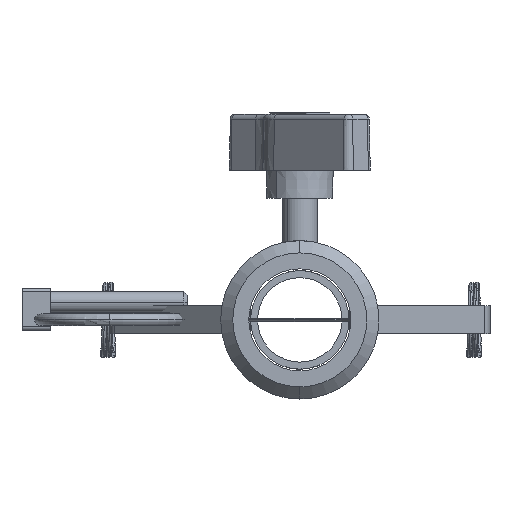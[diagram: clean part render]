
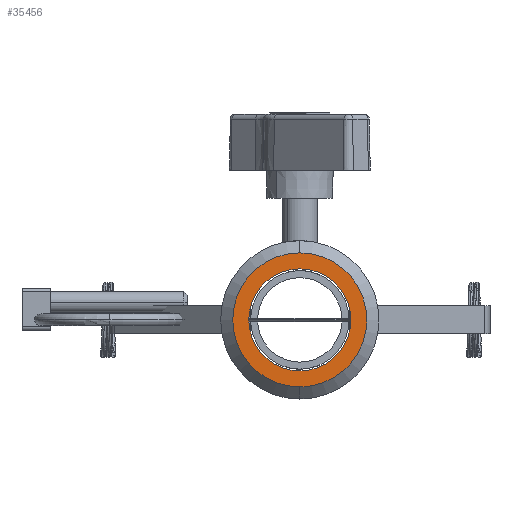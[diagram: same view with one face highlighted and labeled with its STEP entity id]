
A CAD part, front view. The second image highlights one B-rep face of the part: STEP entity #35456.
In plain terms, the highlighted planar face has unit normal (0, -1, 0).
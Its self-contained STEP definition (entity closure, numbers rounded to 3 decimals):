
#374 = DIRECTION ( 'NONE',  ( 0., -1., 0. ) ) ;
#1073 = DIRECTION ( 'NONE',  ( 0., -1., 0. ) ) ;
#1985 = CIRCLE ( 'NONE', #41582, 14.5 ) ;
#4969 = VERTEX_POINT ( 'NONE', #21938 ) ;
#5712 = EDGE_CURVE ( 'NONE', #30480, #4969, #1985, .T. ) ;
#6966 = ORIENTED_EDGE ( 'NONE', *, *, #27831, .F. ) ;
#7178 = AXIS2_PLACEMENT_3D ( 'NONE', #16634, #10114, #19977 ) ;
#7744 = CARTESIAN_POINT ( 'NONE',  ( 0., -44., 0. ) ) ;
#7913 = ORIENTED_EDGE ( 'NONE', *, *, #41245, .F. ) ;
#10035 = ORIENTED_EDGE ( 'NONE', *, *, #5712, .F. ) ;
#10114 = DIRECTION ( 'NONE',  ( 0., 1., 0. ) ) ;
#13842 = PLANE ( 'NONE',  #34110 ) ;
#15545 = ORIENTED_EDGE ( 'NONE', *, *, #21931, .F. ) ;
#16267 = CARTESIAN_POINT ( 'NONE',  ( 0., -44., 19.05 ) ) ;
#16634 = CARTESIAN_POINT ( 'NONE',  ( 0., -44., 0. ) ) ;
#17870 = CARTESIAN_POINT ( 'NONE',  ( 0., -44., 0. ) ) ;
#18447 = DIRECTION ( 'NONE',  ( 0., 1., 0. ) ) ;
#19977 = DIRECTION ( 'NONE',  ( 0., 0., 1. ) ) ;
#21174 = VERTEX_POINT ( 'NONE', #29781 ) ;
#21931 = EDGE_CURVE ( 'NONE', #4969, #30480, #25249, .T. ) ;
#21938 = CARTESIAN_POINT ( 'NONE',  ( 0., -44., -14.5 ) ) ;
#23657 = DIRECTION ( 'NONE',  ( 0., 0., -1. ) ) ;
#25249 = CIRCLE ( 'NONE', #25513, 14.5 ) ;
#25513 = AXIS2_PLACEMENT_3D ( 'NONE', #30218, #374, #23657 ) ;
#25812 = AXIS2_PLACEMENT_3D ( 'NONE', #17870, #18447, #41158 ) ;
#27366 = CIRCLE ( 'NONE', #25812, 19.05 ) ;
#27739 = CIRCLE ( 'NONE', #7178, 19.05 ) ;
#27831 = EDGE_CURVE ( 'NONE', #21174, #42135, #27739, .T. ) ;
#29781 = CARTESIAN_POINT ( 'NONE',  ( 0., -44., -19.05 ) ) ;
#30218 = CARTESIAN_POINT ( 'NONE',  ( 0., -44., 0. ) ) ;
#30480 = VERTEX_POINT ( 'NONE', #34855 ) ;
#31255 = FACE_BOUND ( 'NONE', #35904, .T. ) ;
#33649 = FACE_OUTER_BOUND ( 'NONE', #39968, .T. ) ;
#34110 = AXIS2_PLACEMENT_3D ( 'NONE', #37115, #39877, #36957 ) ;
#34393 = DIRECTION ( 'NONE',  ( 0., 0., -1. ) ) ;
#34855 = CARTESIAN_POINT ( 'NONE',  ( 0., -44., 14.5 ) ) ;
#35456 = ADVANCED_FACE ( 'NONE', ( #31255, #33649 ), #13842, .F. ) ;
#35904 = EDGE_LOOP ( 'NONE', ( #15545, #10035 ) ) ;
#36957 = DIRECTION ( 'NONE',  ( 0., 0., 1. ) ) ;
#37115 = CARTESIAN_POINT ( 'NONE',  ( 0., -44., 0. ) ) ;
#39877 = DIRECTION ( 'NONE',  ( 0., 1., 0. ) ) ;
#39968 = EDGE_LOOP ( 'NONE', ( #7913, #6966 ) ) ;
#41158 = DIRECTION ( 'NONE',  ( 0., 0., 1. ) ) ;
#41245 = EDGE_CURVE ( 'NONE', #42135, #21174, #27366, .T. ) ;
#41582 = AXIS2_PLACEMENT_3D ( 'NONE', #7744, #1073, #34393 ) ;
#42135 = VERTEX_POINT ( 'NONE', #16267 ) ;
